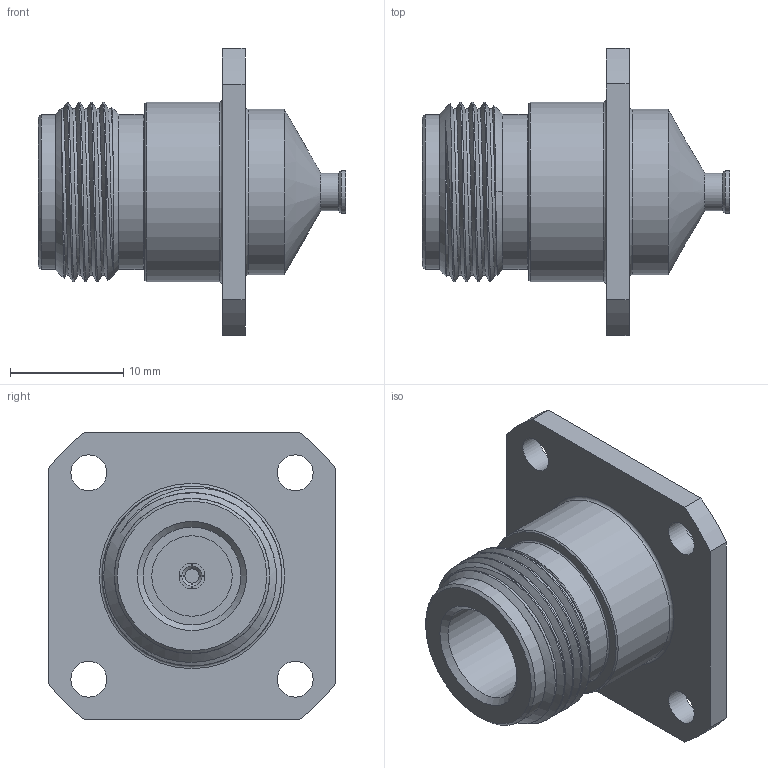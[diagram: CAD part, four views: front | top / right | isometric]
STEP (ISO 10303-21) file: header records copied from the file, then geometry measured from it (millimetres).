
FILE_DESCRIPTION (( 'STEP AP203' ), '1' );
FILE_NAME ('SC9190_3D.step', '2021-01-15T16:35:05', ( '' ), ( '' ), 'SwSTEP 2.0', 'SolidWorks 2018', '' );
FILE_SCHEMA (( 'CONFIG_CONTROL_DESIGN' ));
Length unit declared in the file: inch
Products named in the file (1): SC9190_3D
Bounding box: 27.18 x 25.4 x 25.4 mm (x, y, z)
Volume: 4319 mm3; surface area: 2978.9 mm2
Topology: 1 solids, 1 shells, 74 faces, 184 edges, 121 vertices
Faces by surface type: cylinder 28, plane 27, cone 13, bspline 4, torus 2
Full cylindrical faces by diameter (mm): 1.27 x1, 2.286 x2, 3.175 x4, 3.302 x1, 3.81 x1, 7.112 x1, 8.636 x1, 13.716 x2, 14.605 x1, 15.875 x1
Entity records: 3509 total; most frequent: CARTESIAN_POINT 1883, ORIENTED_EDGE 302, DIRECTION 302, EDGE_CURVE 151, AXIS2_PLACEMENT_3D 132, EDGE_LOOP 116, VERTEX_POINT 113, FACE_OUTER_BOUND 92
